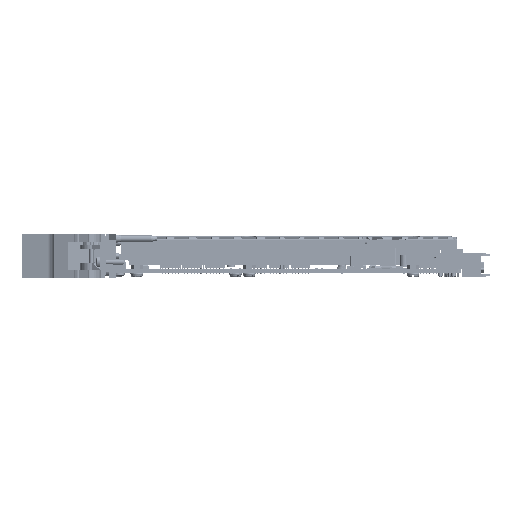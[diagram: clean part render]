
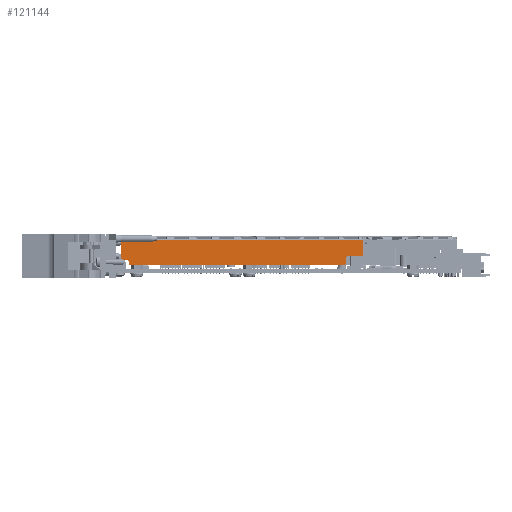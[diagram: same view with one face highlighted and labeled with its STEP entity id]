
A CAD part, front view. The second image highlights one B-rep face of the part: STEP entity #121144.
In plain terms, the highlighted planar face has unit normal (0, -1, 0).
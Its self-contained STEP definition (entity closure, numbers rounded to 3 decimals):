
#47083 = AXIS2_PLACEMENT_3D ( 'NONE', #75946, #75948, #75952 ) ;
#48551 = EDGE_CURVE ( 'NONE', #79940, #79949, #163458, .T. ) ;
#48559 = EDGE_CURVE ( 'NONE', #79894, #79949, #163481, .T. ) ;
#48571 = EDGE_CURVE ( 'NONE', #79954, #79894, #163511, .T. ) ;
#48579 = EDGE_CURVE ( 'NONE', #79954, #79946, #163528, .T. ) ;
#48588 = EDGE_CURVE ( 'NONE', #79970, #79946, #163569, .T. ) ;
#48593 = EDGE_CURVE ( 'NONE', #79970, #79978, #163537, .T. ) ;
#48603 = EDGE_CURVE ( 'NONE', #79961, #79978, #163616, .T. ) ;
#48614 = EDGE_CURVE ( 'NONE', #80014, #80017, #163638, .T. ) ;
#48620 = EDGE_CURVE ( 'NONE', #80005, #79940, #163633, .T. ) ;
#48623 = EDGE_CURVE ( 'NONE', #80005, #80025, #163653, .T. ) ;
#48627 = EDGE_CURVE ( 'NONE', #80017, #80025, #163671, .T. ) ;
#48629 = EDGE_CURVE ( 'NONE', #80008, #80014, #163676, .T. ) ;
#48631 = EDGE_CURVE ( 'NONE', #80008, #80036, #163686, .T. ) ;
#48634 = EDGE_CURVE ( 'NONE', #79961, #80036, #163694, .T. ) ;
#75751 = EDGE_LOOP ( 'NONE', ( #172824, #172827, #172831, #172833, #172836, #172839, #172841, #172844, #172847, #172850, #172853, #172855, #172858, #172860 ) ) ;
#75875 = PLANE ( 'NONE',  #47083 ) ;
#75946 = CARTESIAN_POINT ( 'NONE',  ( 51.287, -45.061, 7.237 ) ) ;
#75948 = DIRECTION ( 'NONE',  ( 0., 1., 0. ) ) ;
#75951 = FACE_OUTER_BOUND ( 'NONE', #75751, .T. ) ;
#75952 = DIRECTION ( 'NONE',  ( 0., 0., 1. ) ) ;
#79894 = VERTEX_POINT ( 'NONE', #142124 ) ;
#79940 = VERTEX_POINT ( 'NONE', #142150 ) ;
#79946 = VERTEX_POINT ( 'NONE', #142154 ) ;
#79949 = VERTEX_POINT ( 'NONE', #142162 ) ;
#79954 = VERTEX_POINT ( 'NONE', #142164 ) ;
#79961 = VERTEX_POINT ( 'NONE', #142166 ) ;
#79970 = VERTEX_POINT ( 'NONE', #142171 ) ;
#79978 = VERTEX_POINT ( 'NONE', #142176 ) ;
#80005 = VERTEX_POINT ( 'NONE', #142183 ) ;
#80008 = VERTEX_POINT ( 'NONE', #142191 ) ;
#80014 = VERTEX_POINT ( 'NONE', #142185 ) ;
#80017 = VERTEX_POINT ( 'NONE', #142195 ) ;
#80025 = VERTEX_POINT ( 'NONE', #142189 ) ;
#80036 = VERTEX_POINT ( 'NONE', #142193 ) ;
#121144 = ADVANCED_FACE ( 'NONE', ( #75951 ), #75875, .F. ) ;
#142124 = CARTESIAN_POINT ( 'NONE',  ( 9.551, -45.061, 12.237 ) ) ;
#142150 = CARTESIAN_POINT ( 'NONE',  ( -101.332, -45.061, 18.5 ) ) ;
#142154 = CARTESIAN_POINT ( 'NONE',  ( 2.551, -45.061, 11.237 ) ) ;
#142162 = CARTESIAN_POINT ( 'NONE',  ( 9.551, -45.061, 18.5 ) ) ;
#142164 = CARTESIAN_POINT ( 'NONE',  ( 8.551, -45.061, 11.237 ) ) ;
#142166 = CARTESIAN_POINT ( 'NONE',  ( 0.551, -45.061, 7.237 ) ) ;
#142171 = CARTESIAN_POINT ( 'NONE',  ( 1.551, -45.061, 10.237 ) ) ;
#142176 = CARTESIAN_POINT ( 'NONE',  ( 1.551, -45.061, 8.237 ) ) ;
#142183 = CARTESIAN_POINT ( 'NONE',  ( -101.332, -45.061, 10.737 ) ) ;
#142185 = CARTESIAN_POINT ( 'NONE',  ( -97.732, -45.061, 8.737 ) ) ;
#142189 = CARTESIAN_POINT ( 'NONE',  ( -100.332, -45.061, 9.737 ) ) ;
#142191 = CARTESIAN_POINT ( 'NONE',  ( -97.732, -45.061, 8.237 ) ) ;
#142193 = CARTESIAN_POINT ( 'NONE',  ( -96.732, -45.061, 7.237 ) ) ;
#142195 = CARTESIAN_POINT ( 'NONE',  ( -98.732, -45.061, 9.737 ) ) ;
#148544 = AXIS2_PLACEMENT_3D ( 'NONE', #214350, #214353, #214357 ) ;
#148556 = AXIS2_PLACEMENT_3D ( 'NONE', #214426, #214430, #214434 ) ;
#148564 = AXIS2_PLACEMENT_3D ( 'NONE', #214482, #214485, #214488 ) ;
#148573 = AXIS2_PLACEMENT_3D ( 'NONE', #214526, #214527, #214529 ) ;
#148578 = AXIS2_PLACEMENT_3D ( 'NONE', #214551, #214556, #214560 ) ;
#148583 = AXIS2_PLACEMENT_3D ( 'NONE', #214582, #214584, #214587 ) ;
#163458 = LINE ( 'NONE', #214264, #163472 ) ;
#163472 = VECTOR ( 'NONE', #214188, 1000. ) ;
#163481 = LINE ( 'NONE', #214285, #163491 ) ;
#163491 = VECTOR ( 'NONE', #214288, 1000. ) ;
#163511 = CIRCLE ( 'NONE', #148544, 1. ) ;
#163528 = LINE ( 'NONE', #214371, #163545 ) ;
#163537 = LINE ( 'NONE', #214423, #163593 ) ;
#163545 = VECTOR ( 'NONE', #214360, 1000. ) ;
#163569 = CIRCLE ( 'NONE', #148556, 1. ) ;
#163593 = VECTOR ( 'NONE', #214437, 1000. ) ;
#163616 = CIRCLE ( 'NONE', #148564, 1. ) ;
#163633 = LINE ( 'NONE', #214524, #163665 ) ;
#163638 = CIRCLE ( 'NONE', #148573, 1. ) ;
#163653 = CIRCLE ( 'NONE', #148578, 1. ) ;
#163665 = VECTOR ( 'NONE', #214535, 1000. ) ;
#163671 = LINE ( 'NONE', #214539, #163680 ) ;
#163676 = LINE ( 'NONE', #214568, #163689 ) ;
#163680 = VECTOR ( 'NONE', #214532, 1000. ) ;
#163686 = CIRCLE ( 'NONE', #148583, 1. ) ;
#163689 = VECTOR ( 'NONE', #214573, 1000. ) ;
#163694 = LINE ( 'NONE', #214543, #163703 ) ;
#163703 = VECTOR ( 'NONE', #214547, 1000. ) ;
#172824 = ORIENTED_EDGE ( 'NONE', *, *, #48620, .F. ) ;
#172827 = ORIENTED_EDGE ( 'NONE', *, *, #48623, .T. ) ;
#172831 = ORIENTED_EDGE ( 'NONE', *, *, #48627, .F. ) ;
#172833 = ORIENTED_EDGE ( 'NONE', *, *, #48614, .F. ) ;
#172836 = ORIENTED_EDGE ( 'NONE', *, *, #48629, .F. ) ;
#172839 = ORIENTED_EDGE ( 'NONE', *, *, #48631, .T. ) ;
#172841 = ORIENTED_EDGE ( 'NONE', *, *, #48634, .F. ) ;
#172844 = ORIENTED_EDGE ( 'NONE', *, *, #48603, .T. ) ;
#172847 = ORIENTED_EDGE ( 'NONE', *, *, #48593, .F. ) ;
#172850 = ORIENTED_EDGE ( 'NONE', *, *, #48588, .T. ) ;
#172853 = ORIENTED_EDGE ( 'NONE', *, *, #48579, .F. ) ;
#172855 = ORIENTED_EDGE ( 'NONE', *, *, #48571, .T. ) ;
#172858 = ORIENTED_EDGE ( 'NONE', *, *, #48559, .T. ) ;
#172860 = ORIENTED_EDGE ( 'NONE', *, *, #48551, .F. ) ;
#214188 = DIRECTION ( 'NONE',  ( 1., 0., 0. ) ) ;
#214264 = CARTESIAN_POINT ( 'NONE',  ( 51.287, -45.061, 18.5 ) ) ;
#214285 = CARTESIAN_POINT ( 'NONE',  ( 9.551, -45.061, 7.237 ) ) ;
#214288 = DIRECTION ( 'NONE',  ( 0., 0., 1. ) ) ;
#214350 = CARTESIAN_POINT ( 'NONE',  ( 8.551, -45.061, 12.237 ) ) ;
#214353 = DIRECTION ( 'NONE',  ( 0., -1., 0. ) ) ;
#214357 = DIRECTION ( 'NONE',  ( 0., 0., 1. ) ) ;
#214360 = DIRECTION ( 'NONE',  ( -1., 0., 0. ) ) ;
#214371 = CARTESIAN_POINT ( 'NONE',  ( 9.551, -45.061, 11.237 ) ) ;
#214423 = CARTESIAN_POINT ( 'NONE',  ( 1.551, -45.061, 11.237 ) ) ;
#214426 = CARTESIAN_POINT ( 'NONE',  ( 2.551, -45.061, 10.237 ) ) ;
#214430 = DIRECTION ( 'NONE',  ( 0., 1., 0. ) ) ;
#214434 = DIRECTION ( 'NONE',  ( 0., 0., 1. ) ) ;
#214437 = DIRECTION ( 'NONE',  ( 0., 0., -1. ) ) ;
#214482 = CARTESIAN_POINT ( 'NONE',  ( 0.551, -45.061, 8.237 ) ) ;
#214485 = DIRECTION ( 'NONE',  ( 0., -1., 0. ) ) ;
#214488 = DIRECTION ( 'NONE',  ( 0., 0., 1. ) ) ;
#214524 = CARTESIAN_POINT ( 'NONE',  ( -101.332, -45.061, 7.237 ) ) ;
#214526 = CARTESIAN_POINT ( 'NONE',  ( -98.732, -45.061, 8.737 ) ) ;
#214527 = DIRECTION ( 'NONE',  ( 0., -1., 0. ) ) ;
#214529 = DIRECTION ( 'NONE',  ( -1., 0., 0. ) ) ;
#214532 = DIRECTION ( 'NONE',  ( -1., 0., 0. ) ) ;
#214535 = DIRECTION ( 'NONE',  ( 0., 0., 1. ) ) ;
#214539 = CARTESIAN_POINT ( 'NONE',  ( -101.332, -45.061, 9.737 ) ) ;
#214543 = CARTESIAN_POINT ( 'NONE',  ( 51.287, -45.061, 7.237 ) ) ;
#214547 = DIRECTION ( 'NONE',  ( -1., 0., 0. ) ) ;
#214551 = CARTESIAN_POINT ( 'NONE',  ( -100.332, -45.061, 10.737 ) ) ;
#214556 = DIRECTION ( 'NONE',  ( 0., -1., 0. ) ) ;
#214560 = DIRECTION ( 'NONE',  ( 0., 0., 1. ) ) ;
#214568 = CARTESIAN_POINT ( 'NONE',  ( -97.732, -45.061, 8.737 ) ) ;
#214573 = DIRECTION ( 'NONE',  ( 0., 0., 1. ) ) ;
#214582 = CARTESIAN_POINT ( 'NONE',  ( -96.732, -45.061, 8.237 ) ) ;
#214584 = DIRECTION ( 'NONE',  ( 0., -1., 0. ) ) ;
#214587 = DIRECTION ( 'NONE',  ( 0., 0., 1. ) ) ;
